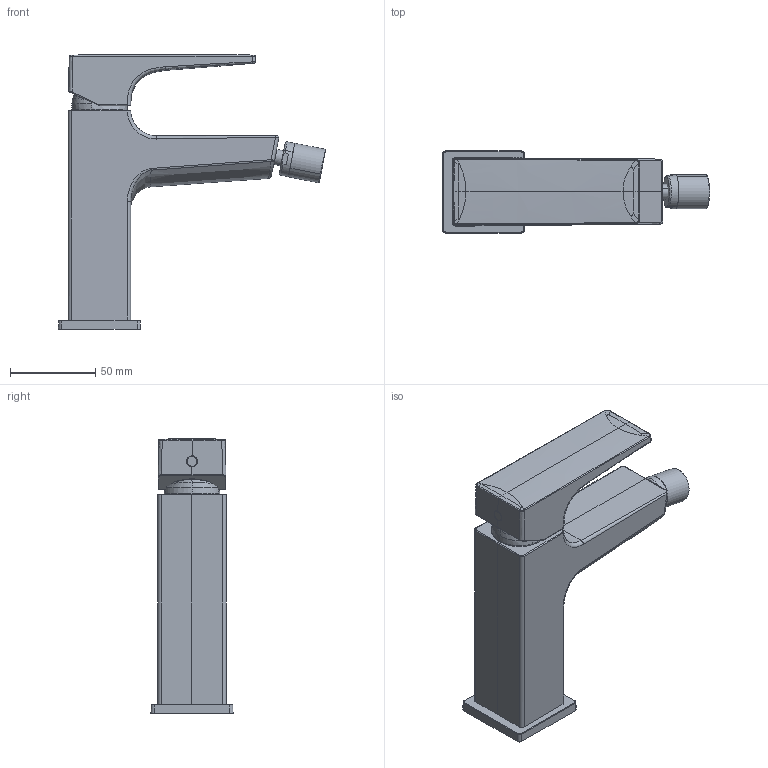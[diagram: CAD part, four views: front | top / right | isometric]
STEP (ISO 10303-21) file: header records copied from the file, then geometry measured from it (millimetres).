
FILE_DESCRIPTION(('CAx-IF Rec.Pracs.---Model Styling and Organization---1.2---2011-12-15','CAx-IF Rec.Pracs.---Geometric and Assembly Validation Properties---4.1---2014-06-16','CAx-IF Rec.Pracs.---PMI Polyline Presentation---2.0---2013-05-24'),'2;1');
FILE_NAME('1000110482_PPR_000.stp','2019-02-25T13:55:48+01:00',(''),(''),'STEP Interface 4.1 by CT CoreTechnologie','3D_Evolution4.1 by CT CoreTechnologie','');
FILE_SCHEMA(('AP203_CONFIGURATION_CONTROLLED_3D_DESIGN_OF_MECHANICAL_PARTS_AND_ASSEMBLIES_MIM_LF'));
Length unit declared in the file: millimetre
Products named in the file (13): P_2 HG Metropol Bidetmischer ZGriff Push 1000110482_PPR_000_A1; P_2 Rosette_M25_Talis_S3 1000097901_PPA_000_A0; Griffstopfen WTM Bouroullec 1000052558_PPA_000_A0; P_2 Griff_M25_VHG_Metris Next 1000105889_PPA_000_A0; P_2 Rosette_WTM_Metris_Next 1000105903_PPA_000_A0; P_2 GK_BDM_Metris_Next_o.Z 1000110479_PPA_000_A0; P_2 SR_TT_HC_2,2gpm-lam_grau-ge._M16x1-f 1000042557_PPR_000_A0; P_2 Perlatorhuelse D20_M16x1 f. BDM M18x 1000008077_PPA_000_A0; P_2 SR_TT_HC_2,2gpm-lam_grau-gelb 1000008191_PPA_000_A0; P_2 Kugelgelenk_TT_M18x1 Uno Piccolo chr 1000035273_PPR_000_A0; P_2 Huelse D20_M16x1fuer BDM M18x1 1000018764_PPA_000_A0; P_2 Kugelgelenk_TT_M18x1 ohne Huelse 1000043556_PPR_000_A0; P_2 Kugelgelenk BDM M18x1 1000018927_PPA_000_A0
Assembly tree (12 placements, depth 4):
  P_2 HG Metropol Bidetmischer ZGriff Push 1000110482_PPR_000_A1
    P_2 Rosette_M25_Talis_S3 1000097901_PPA_000_A0
    Griffstopfen WTM Bouroullec 1000052558_PPA_000_A0
    P_2 Griff_M25_VHG_Metris Next 1000105889_PPA_000_A0
    P_2 Rosette_WTM_Metris_Next 1000105903_PPA_000_A0
    P_2 GK_BDM_Metris_Next_o.Z 1000110479_PPA_000_A0
    P_2 SR_TT_HC_2,2gpm-lam_grau-ge._M16x1-f 1000042557_PPR_000_A0
      P_2 Perlatorhuelse D20_M16x1 f. BDM M18x 1000008077_PPA_000_A0
      P_2 SR_TT_HC_2,2gpm-lam_grau-gelb 1000008191_PPA_000_A0
    P_2 Kugelgelenk_TT_M18x1 Uno Piccolo chr 1000035273_PPR_000_A0
      P_2 Huelse D20_M16x1fuer BDM M18x1 1000018764_PPA_000_A0
      P_2 Kugelgelenk_TT_M18x1 ohne Huelse 1000043556_PPR_000_A0
        P_2 Kugelgelenk BDM M18x1 1000018927_PPA_000_A0
Bounding box: 156.28 x 48 x 160.78 mm (x, y, z)
Volume: 349595.8 mm3; surface area: 56472.2 mm2
Topology: 9 solids, 9 shells, 744 faces, 1889 edges, 1217 vertices
Faces by surface type: plane 520, bspline 141, cylinder 83
Entity records: 42025 total; most frequent: CARTESIAN_POINT 15558, ORIENTED_EDGE 3774, DIRECTION 3363, EDGE_CURVE 1887, VECTOR 1423, LINE 1423, VERTEX_POINT 1217, AXIS2_PLACEMENT_3D 970
